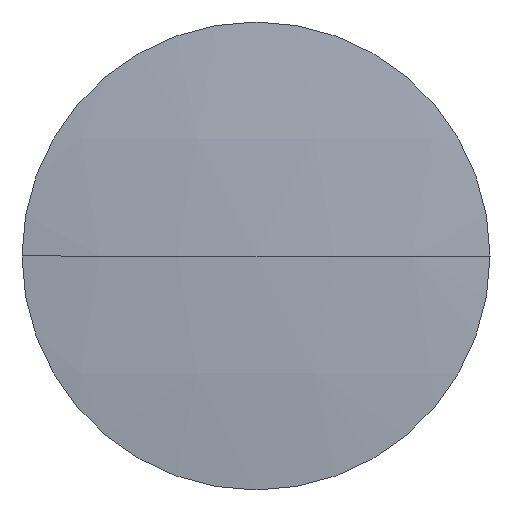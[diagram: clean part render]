
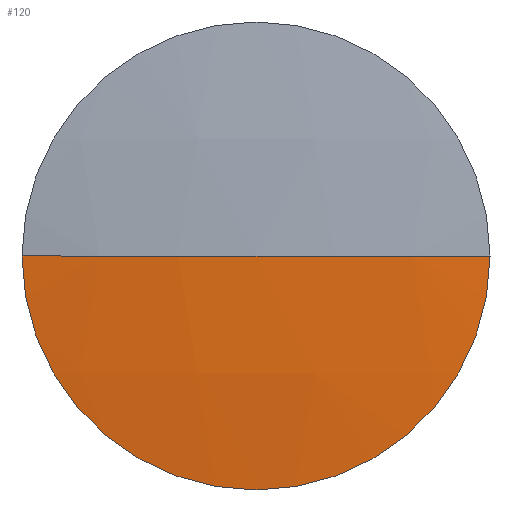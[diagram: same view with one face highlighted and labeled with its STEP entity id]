
A CAD part, left-side view. The second image highlights one B-rep face of the part: STEP entity #120.
In plain terms, the highlighted spherical face has radius 112 mm.
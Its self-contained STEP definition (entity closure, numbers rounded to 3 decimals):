
#3 = DIRECTION ( 'NONE',  ( 0., 0., -1. ) ) ;
#7 = DIRECTION ( 'NONE',  ( -1., 0., 0. ) ) ;
#8 = CARTESIAN_POINT ( 'NONE',  ( 234.612, 65.217, 0. ) ) ;
#9 = VERTEX_POINT ( 'NONE', #184 ) ;
#12 = EDGE_LOOP ( 'NONE', ( #123, #190, #127 ) ) ;
#20 = CIRCLE ( 'NONE', #181, 112. ) ;
#27 = CIRCLE ( 'NONE', #140, 12.5 ) ;
#47 = DIRECTION ( 'NONE',  ( 0., 0., 1. ) ) ;
#53 = CARTESIAN_POINT ( 'NONE',  ( 123.312, 52.717, 0. ) ) ;
#60 = EDGE_CURVE ( 'NONE', #9, #177, #27, .T. ) ;
#63 = DIRECTION ( 'NONE',  ( 0., -1., 0. ) ) ;
#72 = EDGE_CURVE ( 'NONE', #9, #162, #20, .T. ) ;
#88 = CARTESIAN_POINT ( 'NONE',  ( 123.312, 65.217, 0. ) ) ;
#90 = CARTESIAN_POINT ( 'NONE',  ( 234.612, 65.217, 0. ) ) ;
#99 = CIRCLE ( 'NONE', #133, 112. ) ;
#102 = FACE_OUTER_BOUND ( 'NONE', #12, .T. ) ;
#105 = DIRECTION ( 'NONE',  ( 1., 0., 0. ) ) ;
#110 = AXIS2_PLACEMENT_3D ( 'NONE', #90, #172, #117 ) ;
#111 = CARTESIAN_POINT ( 'NONE',  ( 234.612, 65.217, 0. ) ) ;
#117 = DIRECTION ( 'NONE',  ( 0., 1., 0. ) ) ;
#120 = ADVANCED_FACE ( 'NONE', ( #102 ), #144, .T. ) ;
#123 = ORIENTED_EDGE ( 'NONE', *, *, #60, .T. ) ;
#127 = ORIENTED_EDGE ( 'NONE', *, *, #72, .F. ) ;
#133 = AXIS2_PLACEMENT_3D ( 'NONE', #111, #3, #145 ) ;
#140 = AXIS2_PLACEMENT_3D ( 'NONE', #88, #7, #63 ) ;
#142 = CARTESIAN_POINT ( 'NONE',  ( 122.612, 65.217, 0. ) ) ;
#144 = SPHERICAL_SURFACE ( 'NONE', #110, 112. ) ;
#145 = DIRECTION ( 'NONE',  ( 0., 1., 0. ) ) ;
#162 = VERTEX_POINT ( 'NONE', #142 ) ;
#172 = DIRECTION ( 'NONE',  ( 0., 0., -1. ) ) ;
#177 = VERTEX_POINT ( 'NONE', #53 ) ;
#181 = AXIS2_PLACEMENT_3D ( 'NONE', #8, #47, #105 ) ;
#184 = CARTESIAN_POINT ( 'NONE',  ( 123.312, 77.717, 0. ) ) ;
#185 = EDGE_CURVE ( 'NONE', #177, #162, #99, .T. ) ;
#190 = ORIENTED_EDGE ( 'NONE', *, *, #185, .T. ) ;
